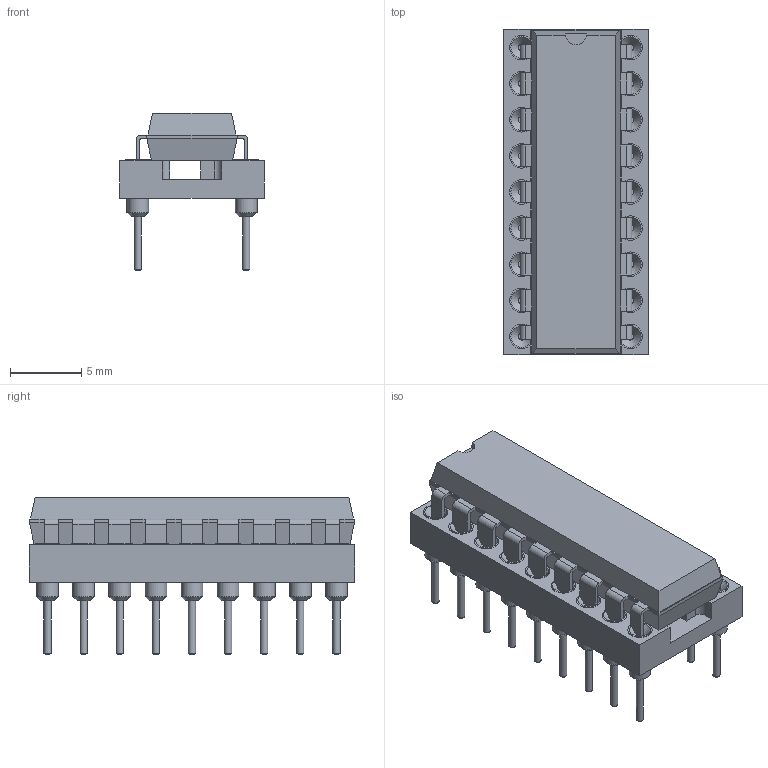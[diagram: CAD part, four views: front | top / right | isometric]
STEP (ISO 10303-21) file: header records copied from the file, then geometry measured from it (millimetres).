
FILE_DESCRIPTION(('FreeCAD Model'),'2;1');
FILE_NAME('DIP-18_with_socket.step','2019-01-20T21:37:16',('Author'),(''), 'Open CASCADE STEP processor 7.2','FreeCAD','Unknown');
FILE_SCHEMA(('AUTOMOTIVE_DESIGN_CC2 { 1 2 10303 214 -1 1 5 4 }'));
Length unit declared in the file: millimetre
Products named in the file (2): DIP_18_W762mm_Socket; DIP-18_W7.62mm
Bounding box: 10.16 x 22.86 x 11.06 mm (x, y, z)
Volume: 910.4 mm3; surface area: 1582.8 mm2
Topology: 2 solids, 2 shells, 573 faces, 1322 edges, 841 vertices
Faces by surface type: plane 368, cylinder 121, cone 54, bspline 30
Full cylindrical faces by diameter (mm): 0.508 x36, 1.524 x18, 1.724 x18
Entity records: 20345 total; most frequent: CARTESIAN_POINT 3143, DIRECTION 2707, ORIENTED_EDGE 2644, EDGE_CURVE 1322, LINE 987, VECTOR 987, AXIS2_PLACEMENT_3D 860, VERTEX_POINT 841
